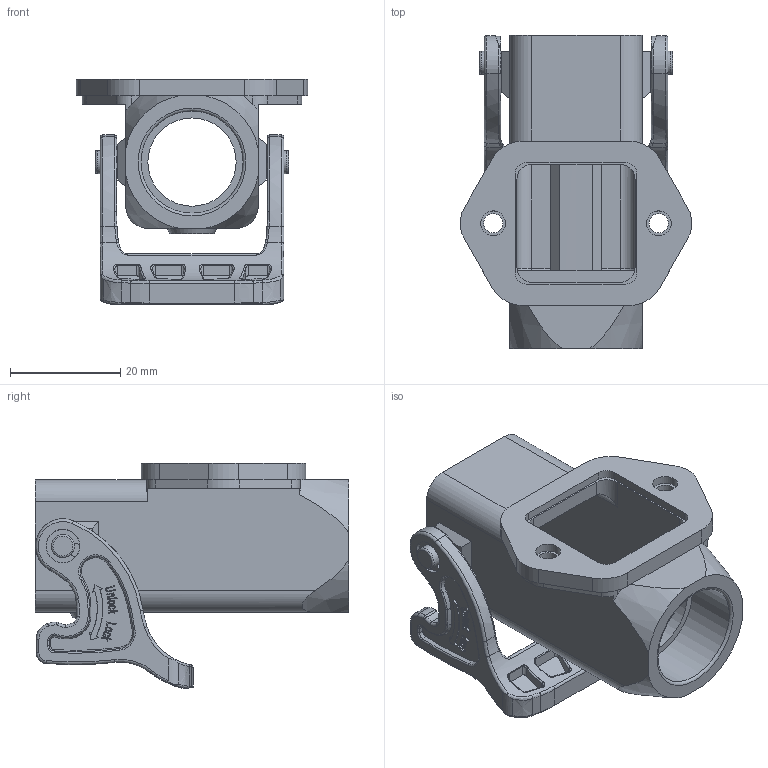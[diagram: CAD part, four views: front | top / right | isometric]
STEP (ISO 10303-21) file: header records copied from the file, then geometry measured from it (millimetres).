
FILE_DESCRIPTION(/* description */ (''),/* implementation_level */ '2;1');
FILE_NAME(/* name */ 'H3A.P-SF-1L-XXX.stp',/* time_stamp */ '2023-09-20T08:28:52+08:00',/* author */ (''),/* organization */ (''),/* preprocessor_version */ 'ST-DEVELOPER v16',/* originating_system */ 'SIEMENS PLM Software NX 10.0',/* authorisation */ '');
FILE_SCHEMA (('AUTOMOTIVE_DESIGN { 1 0 10303 214 3 1 1 1 }'));
Length unit declared in the file: millimetre
Products named in the file (1): Admi16F8F3C4yvmp
Bounding box: 41.98 x 56.8 x 40.85 mm (x, y, z)
Volume: 14207.5 mm3; surface area: 14101.1 mm2
Topology: 1 solids, 1 shells, 676 faces, 1812 edges, 1175 vertices
Faces by surface type: bspline 232, plane 201, cylinder 120, torus 70, cone 33, extrusion 20
Full cylindrical faces by diameter (mm): 3.2 x1, 3.5 x2, 4.2 x2, 4.5 x2, 5.8 x1, 6.1 x2, 16 x1, 18.5 x1
Entity records: 28001 total; most frequent: CARTESIAN_POINT 13061, ORIENTED_EDGE 3560, DIRECTION 2349, EDGE_CURVE 1780, VERTEX_POINT 1163, AXIS2_PLACEMENT_3D 910, B_SPLINE_CURVE_WITH_KNOTS 798, EDGE_LOOP 749
